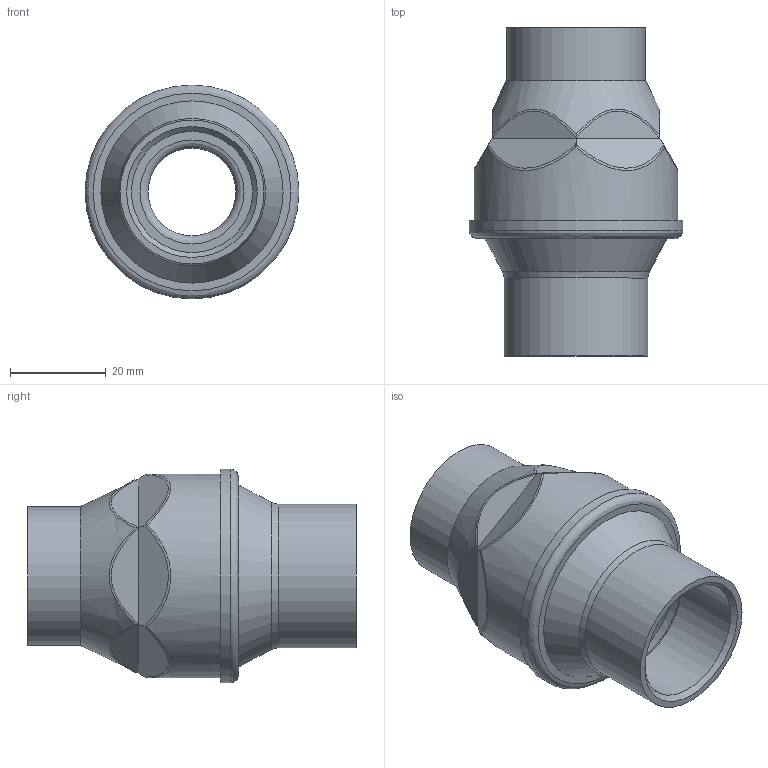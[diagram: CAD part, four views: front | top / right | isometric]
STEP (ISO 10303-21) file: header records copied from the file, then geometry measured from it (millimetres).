
FILE_DESCRIPTION(('STEP AP203'),'2;1');
FILE_NAME('IDRIA 3_4.stp','2016-05-10T08:25:23',(''),(''),'2015.2.119','THINKDESIGN','');
FILE_SCHEMA(('CONFIG_CONTROL_DESIGN'));
Length unit declared in the file: millimetre
Bounding box: 44.6 x 68.4 x 44.6 mm (x, y, z)
Volume: 16376.5 mm3; surface area: 18830 mm2
Topology: 3 solids, 3 shells, 85 faces, 224 edges, 150 vertices
Faces by surface type: bspline 37, plane 35, cylinder 13
Full cylindrical faces by diameter (mm): 18.3 x1, 20.7 x1, 25 x1, 25.279 x1, 26.6 x1, 28.8 x1, 29 x1, 30 x1, 31.2 x1, 38.5 x1, 42.2 x1, 42.5 x1, 44.6 x1
Entity records: 7770 total; most frequent: CARTESIAN_POINT 5722, ORIENTED_EDGE 448, DIRECTION 346, EDGE_CURVE 224, VERTEX_POINT 150, AXIS2_PLACEMENT_3D 145, EDGE_LOOP 96, CIRCLE 90
